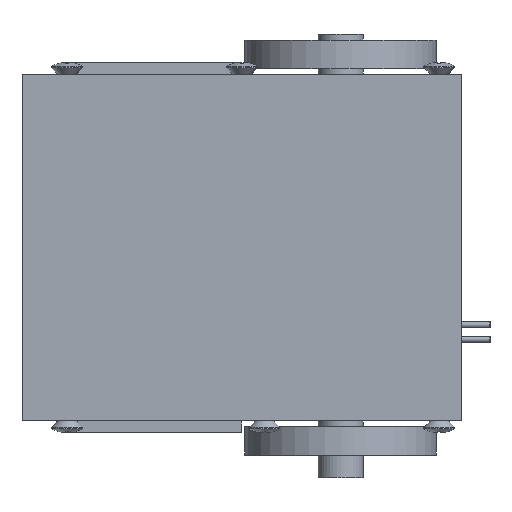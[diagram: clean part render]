
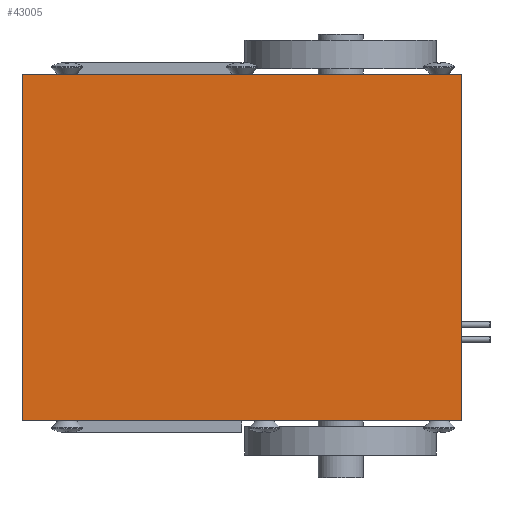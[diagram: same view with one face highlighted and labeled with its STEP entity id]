
A CAD part, left-side view. The second image highlights one B-rep face of the part: STEP entity #43005.
In plain terms, the highlighted free-form (B-spline) face has degree [1, 1] with [2, 2] control points.
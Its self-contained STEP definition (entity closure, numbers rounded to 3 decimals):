
#42756 = EDGE_CURVE('',#42757,#42759,#42761,.T.);
#42757 = VERTEX_POINT('',#42758);
#42758 = CARTESIAN_POINT('',(0.,-44.211,-34.859));
#42759 = VERTEX_POINT('',#42760);
#42760 = CARTESIAN_POINT('',(0.,-44.211,34.859));
#42761 = B_SPLINE_CURVE_WITH_KNOTS('',1,(#42762,#42763),.UNSPECIFIED.,
  .F.,.F.,(2,2),(0.,61.5),.PIECEWISE_BEZIER_KNOTS.);
#42762 = CARTESIAN_POINT('',(0.,-44.211,-34.859));
#42763 = CARTESIAN_POINT('',(0.,-44.211,34.859));
#42798 = EDGE_CURVE('',#42759,#42799,#42801,.T.);
#42799 = VERTEX_POINT('',#42800);
#42800 = CARTESIAN_POINT('',(0.,44.211,34.859));
#42801 = B_SPLINE_CURVE_WITH_KNOTS('',1,(#42802,#42803),.UNSPECIFIED.,
  .F.,.F.,(2,2),(0.,78.),.PIECEWISE_BEZIER_KNOTS.);
#42802 = CARTESIAN_POINT('',(0.,-44.211,34.859));
#42803 = CARTESIAN_POINT('',(0.,44.211,34.859));
#42889 = EDGE_CURVE('',#42799,#42890,#42892,.T.);
#42890 = VERTEX_POINT('',#42891);
#42891 = CARTESIAN_POINT('',(0.,44.211,-34.859));
#42892 = B_SPLINE_CURVE_WITH_KNOTS('',1,(#42893,#42894),.UNSPECIFIED.,
  .F.,.F.,(2,2),(0.,61.5),.PIECEWISE_BEZIER_KNOTS.);
#42893 = CARTESIAN_POINT('',(0.,44.211,34.859));
#42894 = CARTESIAN_POINT('',(0.,44.211,-34.859));
#42917 = EDGE_CURVE('',#42890,#42757,#42918,.T.);
#42918 = B_SPLINE_CURVE_WITH_KNOTS('',1,(#42919,#42920),.UNSPECIFIED.,
  .F.,.F.,(2,2),(0.,78.),.PIECEWISE_BEZIER_KNOTS.);
#42919 = CARTESIAN_POINT('',(0.,44.211,-34.859));
#42920 = CARTESIAN_POINT('',(0.,-44.211,-34.859));
#43005 = ADVANCED_FACE('',(#43006),#43012,.F.);
#43006 = FACE_BOUND('',#43007,.T.);
#43007 = EDGE_LOOP('',(#43008,#43009,#43010,#43011));
#43008 = ORIENTED_EDGE('',*,*,#42917,.T.);
#43009 = ORIENTED_EDGE('',*,*,#42756,.T.);
#43010 = ORIENTED_EDGE('',*,*,#42798,.T.);
#43011 = ORIENTED_EDGE('',*,*,#42889,.T.);
#43012 = B_SPLINE_SURFACE_WITH_KNOTS('',1,1,(
    (#43013,#43014)
    ,(#43015,#43016
    )),.UNSPECIFIED.,.F.,.F.,.F.,(2,2),(2,2),(-39.,39.),(-30.75,30.75),
  .PIECEWISE_BEZIER_KNOTS.);
#43013 = CARTESIAN_POINT('',(0.,-44.211,-34.859));
#43014 = CARTESIAN_POINT('',(0.,-44.211,34.859));
#43015 = CARTESIAN_POINT('',(0.,44.211,-34.859));
#43016 = CARTESIAN_POINT('',(0.,44.211,34.859));
